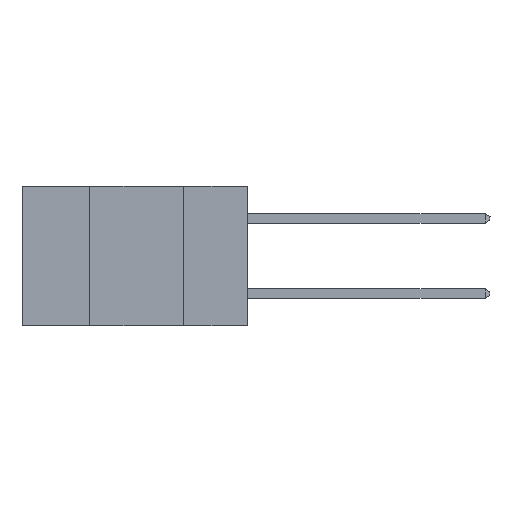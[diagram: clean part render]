
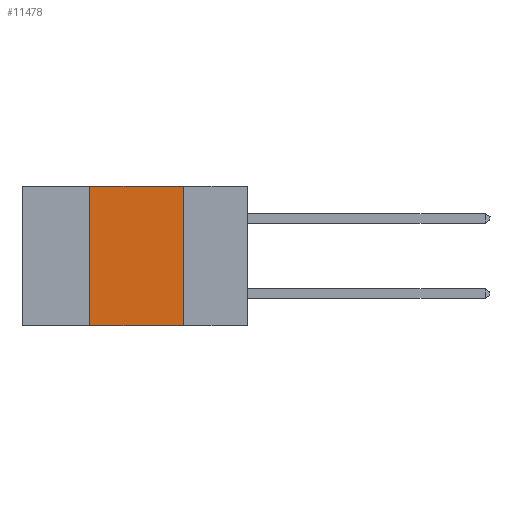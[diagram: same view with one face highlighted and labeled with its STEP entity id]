
A CAD part, left-side view. The second image highlights one B-rep face of the part: STEP entity #11478.
In plain terms, the highlighted planar face has unit normal (-1, 0, 0).
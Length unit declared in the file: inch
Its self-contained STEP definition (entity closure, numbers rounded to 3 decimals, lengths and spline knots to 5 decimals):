
#731 = EDGE_CURVE ( 'NONE', #4210, #2819, #9460, .T. ) ;
#751 = LINE ( 'NONE', #10443, #14255 ) ;
#1086 = CARTESIAN_POINT ( 'NONE',  ( 0., 0.6, 0. ) ) ;
#2230 = EDGE_CURVE ( 'NONE', #32617, #4210, #26428, .T. ) ;
#2819 = VERTEX_POINT ( 'NONE', #4900 ) ;
#4210 = VERTEX_POINT ( 'NONE', #30404 ) ;
#4249 = VECTOR ( 'NONE', #30644, 39.37008 ) ;
#4640 = CARTESIAN_POINT ( 'NONE',  ( 0., 0.6, 0. ) ) ;
#4900 = CARTESIAN_POINT ( 'NONE',  ( 0., 0.17, -0.37 ) ) ;
#5527 = VECTOR ( 'NONE', #28508, 39.37008 ) ;
#6369 = LINE ( 'NONE', #25850, #5527 ) ;
#7721 = VERTEX_POINT ( 'NONE', #26806 ) ;
#7955 = EDGE_LOOP ( 'NONE', ( #13148, #14790, #9419, #10242 ) ) ;
#9419 = ORIENTED_EDGE ( 'NONE', *, *, #21215, .F. ) ;
#9460 = LINE ( 'NONE', #11675, #29825 ) ;
#10242 = ORIENTED_EDGE ( 'NONE', *, *, #14060, .T. ) ;
#10443 = CARTESIAN_POINT ( 'NONE',  ( 0., 0.42, 0. ) ) ;
#11478 = ADVANCED_FACE ( 'NONE', ( #28682 ), #31439, .F. ) ;
#11675 = CARTESIAN_POINT ( 'NONE',  ( 0., 0.17, 0. ) ) ;
#12998 = DIRECTION ( 'NONE',  ( 0., 0., 1. ) ) ;
#13148 = ORIENTED_EDGE ( 'NONE', *, *, #731, .F. ) ;
#14060 = EDGE_CURVE ( 'NONE', #7721, #2819, #6369, .T. ) ;
#14255 = VECTOR ( 'NONE', #12998, 39.37008 ) ;
#14790 = ORIENTED_EDGE ( 'NONE', *, *, #2230, .F. ) ;
#15516 = DIRECTION ( 'NONE',  ( 1., 0., 0. ) ) ;
#21215 = EDGE_CURVE ( 'NONE', #7721, #32617, #751, .T. ) ;
#25284 = AXIS2_PLACEMENT_3D ( 'NONE', #4640, #15516, #34060 ) ;
#25424 = DIRECTION ( 'NONE',  ( 0., 0., -1. ) ) ;
#25850 = CARTESIAN_POINT ( 'NONE',  ( 0., 0.6, -0.37 ) ) ;
#26385 = CARTESIAN_POINT ( 'NONE',  ( 0., 0.42, 0. ) ) ;
#26428 = LINE ( 'NONE', #1086, #4249 ) ;
#26806 = CARTESIAN_POINT ( 'NONE',  ( 0., 0.42, -0.37 ) ) ;
#28508 = DIRECTION ( 'NONE',  ( 0., -1., 0. ) ) ;
#28682 = FACE_OUTER_BOUND ( 'NONE', #7955, .T. ) ;
#29825 = VECTOR ( 'NONE', #25424, 39.37008 ) ;
#30404 = CARTESIAN_POINT ( 'NONE',  ( 0., 0.17, 0. ) ) ;
#30644 = DIRECTION ( 'NONE',  ( 0., -1., 0. ) ) ;
#31439 = PLANE ( 'NONE',  #25284 ) ;
#32617 = VERTEX_POINT ( 'NONE', #26385 ) ;
#34060 = DIRECTION ( 'NONE',  ( 0., 0., -1. ) ) ;
